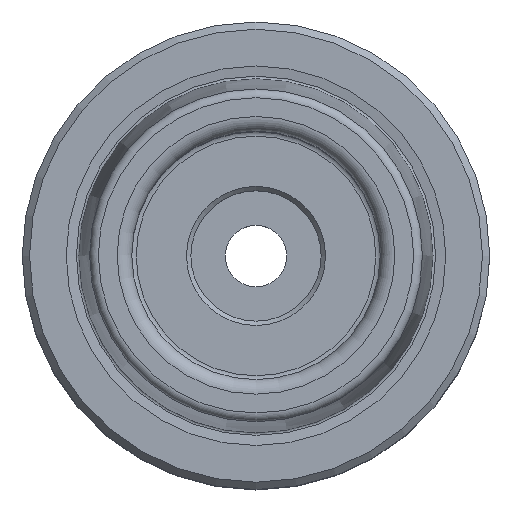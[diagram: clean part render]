
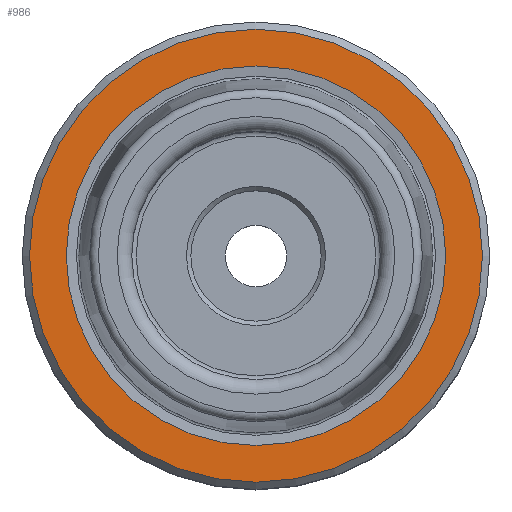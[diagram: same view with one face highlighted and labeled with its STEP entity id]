
A CAD part, top view. The second image highlights one B-rep face of the part: STEP entity #986.
In plain terms, the highlighted planar face has unit normal (0, 0, 1).
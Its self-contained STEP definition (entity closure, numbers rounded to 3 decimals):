
#40=PLANE('',#1075);
#117=ORIENTED_EDGE('',*,*,#200,.T.);
#118=ORIENTED_EDGE('',*,*,#199,.F.);
#199=EDGE_CURVE('',#254,#254,#309,.T.);
#200=EDGE_CURVE('',#255,#255,#310,.T.);
#254=VERTEX_POINT('',#1436);
#255=VERTEX_POINT('',#1439);
#309=CIRCLE('',#1074,12.99);
#310=CIRCLE('',#1076,15.5);
#392=EDGE_LOOP('',(#117));
#393=EDGE_LOOP('',(#118));
#502=FACE_BOUND('',#392,.T.);
#503=FACE_BOUND('',#393,.T.);
#986=ADVANCED_FACE('',(#502,#503),#40,.T.);
#1074=AXIS2_PLACEMENT_3D('',#1435,#1242,#1243);
#1075=AXIS2_PLACEMENT_3D('',#1437,#1244,#1245);
#1076=AXIS2_PLACEMENT_3D('',#1438,#1246,#1247);
#1242=DIRECTION('',(0.,0.,1.));
#1243=DIRECTION('',(1.,0.,0.));
#1244=DIRECTION('',(0.,0.,1.));
#1245=DIRECTION('',(1.,0.,0.));
#1246=DIRECTION('',(0.,0.,1.));
#1247=DIRECTION('',(1.,0.,0.));
#1435=CARTESIAN_POINT('',(0.,0.,0.));
#1436=CARTESIAN_POINT('',(12.99,0.,0.));
#1437=CARTESIAN_POINT('',(12.99,0.,0.));
#1438=CARTESIAN_POINT('',(0.,0.,0.));
#1439=CARTESIAN_POINT('',(15.5,0.,0.));
